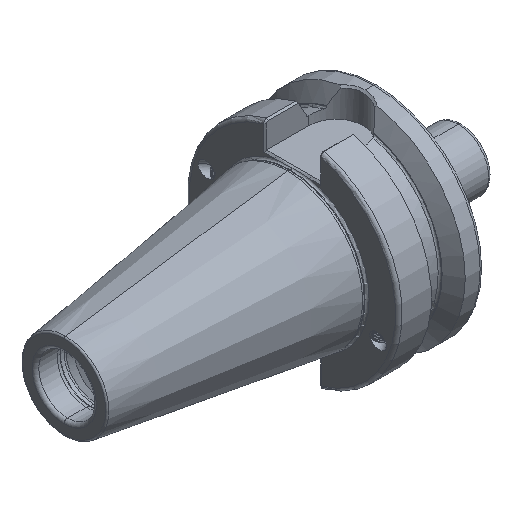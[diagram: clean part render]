
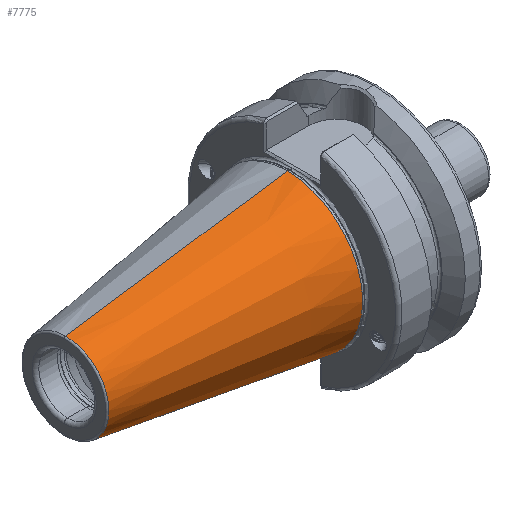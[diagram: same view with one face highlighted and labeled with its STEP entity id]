
A CAD part, isometric view. The second image highlights one B-rep face of the part: STEP entity #7775.
In plain terms, the highlighted conical face has half-angle 8.297 degrees and reference radius 22.298 mm.
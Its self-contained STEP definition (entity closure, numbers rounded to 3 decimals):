
#50 = EDGE_CURVE ( 'NONE', #1383, #1385, #8554, .T. ) ;
#1233 = VECTOR ( 'NONE', #8556, 1000. ) ;
#1383 = VERTEX_POINT ( 'NONE', #14279 ) ;
#1384 = VERTEX_POINT ( 'NONE', #14280 ) ;
#1385 = VERTEX_POINT ( 'NONE', #14281 ) ;
#1386 = VERTEX_POINT ( 'NONE', #14282 ) ;
#2159 = CARTESIAN_POINT ( 'NONE',  ( -1.5, 0., 0. ) ) ;
#2160 = DIRECTION ( 'NONE',  ( 1., 0., 0. ) ) ;
#2161 = DIRECTION ( 'NONE',  ( 0., 0., -1. ) ) ;
#2162 = CARTESIAN_POINT ( 'NONE',  ( -66.972, 0., 0. ) ) ;
#2163 = DIRECTION ( 'NONE',  ( 1., 0., 0. ) ) ;
#2164 = DIRECTION ( 'NONE',  ( 0., 0., -1. ) ) ;
#3338 = LINE ( 'NONE', #3339, #13502 ) ;
#3339 = CARTESIAN_POINT ( 'NONE',  ( -1.5, 0., -22.298 ) ) ;
#3340 = DIRECTION ( 'NONE',  ( 0.99, 0., -0.144 ) ) ;
#5603 = EDGE_LOOP ( 'NONE', ( #11152, #11154, #11156, #11150 ) ) ;
#5638 = CARTESIAN_POINT ( 'NONE',  ( -1.5, 0., 0. ) ) ;
#5639 = DIRECTION ( 'NONE',  ( 1., 0., 0. ) ) ;
#5640 = DIRECTION ( 'NONE',  ( 0., 0., -1. ) ) ;
#7162 = CONICAL_SURFACE ( 'NONE', #7306, 22.298, 0.145 ) ;
#7268 = CIRCLE ( 'NONE', #12678, 22.298 ) ;
#7269 = CIRCLE ( 'NONE', #12677, 12.75 ) ;
#7303 = FACE_OUTER_BOUND ( 'NONE', #5603, .T. ) ;
#7306 = AXIS2_PLACEMENT_3D ( 'NONE', #5638, #5639, #5640 ) ;
#7775 = ADVANCED_FACE ( 'NONE', ( #7303 ), #7162, .T. ) ;
#8554 = LINE ( 'NONE', #8555, #1233 ) ;
#8555 = CARTESIAN_POINT ( 'NONE',  ( -1.5, 0., 22.298 ) ) ;
#8556 = DIRECTION ( 'NONE',  ( 0.99, 0., 0.144 ) ) ;
#11150 = ORIENTED_EDGE ( 'NONE', *, *, #13135, .F. ) ;
#11152 = ORIENTED_EDGE ( 'NONE', *, *, #50, .F. ) ;
#11154 = ORIENTED_EDGE ( 'NONE', *, *, #13136, .T. ) ;
#11156 = ORIENTED_EDGE ( 'NONE', *, *, #13015, .T. ) ;
#12677 = AXIS2_PLACEMENT_3D ( 'NONE', #2162, #2163, #2164 ) ;
#12678 = AXIS2_PLACEMENT_3D ( 'NONE', #2159, #2160, #2161 ) ;
#13015 = EDGE_CURVE ( 'NONE', #1384, #1386, #3338, .T. ) ;
#13135 = EDGE_CURVE ( 'NONE', #1385, #1386, #7268, .T. ) ;
#13136 = EDGE_CURVE ( 'NONE', #1383, #1384, #7269, .T. ) ;
#13502 = VECTOR ( 'NONE', #3340, 1000. ) ;
#14279 = CARTESIAN_POINT ( 'NONE',  ( -66.972, 0., 12.75 ) ) ;
#14280 = CARTESIAN_POINT ( 'NONE',  ( -66.972, 0., -12.75 ) ) ;
#14281 = CARTESIAN_POINT ( 'NONE',  ( -1.5, 0., 22.298 ) ) ;
#14282 = CARTESIAN_POINT ( 'NONE',  ( -1.5, 0., -22.298 ) ) ;
